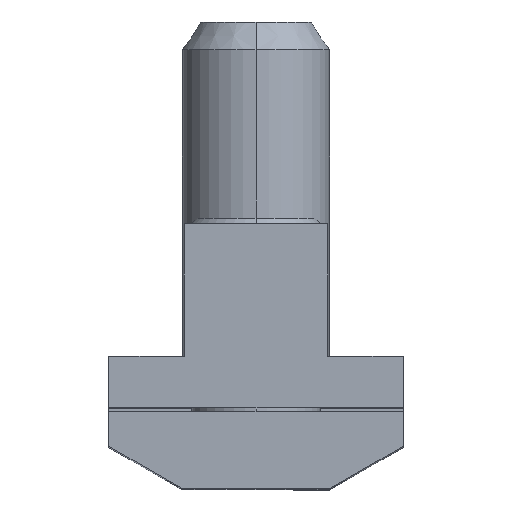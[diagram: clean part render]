
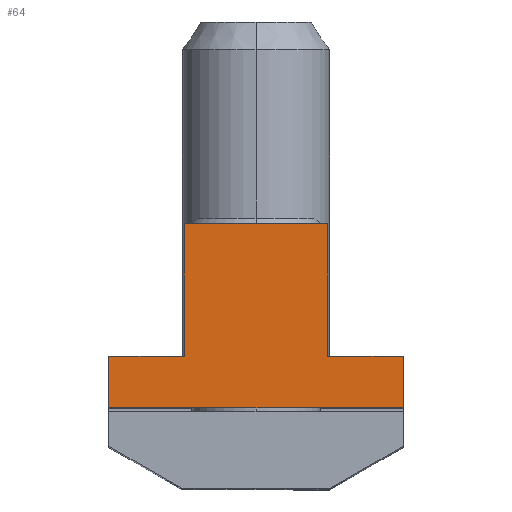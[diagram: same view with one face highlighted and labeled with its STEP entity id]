
A CAD part, top view. The second image highlights one B-rep face of the part: STEP entity #64.
In plain terms, the highlighted planar face has unit normal (0, 0, 1).
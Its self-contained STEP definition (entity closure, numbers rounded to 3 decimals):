
#21 = DIRECTION ( 'NONE',  ( 1., 0., 0. ) ) ;
#24 = ORIENTED_EDGE ( 'NONE', *, *, #252, .T. ) ;
#64 = ADVANCED_FACE ( 'NONE', ( #1461 ), #1855, .T. ) ;
#65 = VECTOR ( 'NONE', #605, 1000. ) ;
#87 = DIRECTION ( 'NONE',  ( 0., -1., 0. ) ) ;
#94 = DIRECTION ( 'NONE',  ( 0., 1., 0. ) ) ;
#112 = EDGE_CURVE ( 'NONE', #2141, #1688, #529, .T. ) ;
#128 = VECTOR ( 'NONE', #1090, 1000. ) ;
#202 = DIRECTION ( 'NONE',  ( 0., 0., 1. ) ) ;
#205 = VECTOR ( 'NONE', #87, 1000. ) ;
#215 = ORIENTED_EDGE ( 'NONE', *, *, #112, .T. ) ;
#252 = EDGE_CURVE ( 'NONE', #310, #365, #2095, .T. ) ;
#310 = VERTEX_POINT ( 'NONE', #670 ) ;
#315 = CARTESIAN_POINT ( 'NONE',  ( 0., 1.2, 19.7 ) ) ;
#365 = VERTEX_POINT ( 'NONE', #862 ) ;
#377 = EDGE_CURVE ( 'NONE', #365, #1425, #2235, .T. ) ;
#383 = CARTESIAN_POINT ( 'NONE',  ( 8., 1., 19.7 ) ) ;
#384 = EDGE_CURVE ( 'NONE', #704, #2141, #2210, .T. ) ;
#394 = CARTESIAN_POINT ( 'NONE',  ( 0., 2.265, 19.7 ) ) ;
#415 = CARTESIAN_POINT ( 'NONE',  ( -3.9, 8.4, 19.7 ) ) ;
#490 = EDGE_LOOP ( 'NONE', ( #1492, #1423, #562, #215, #651, #587, #24, #2307 ) ) ;
#529 = LINE ( 'NONE', #1882, #1265 ) ;
#562 = ORIENTED_EDGE ( 'NONE', *, *, #384, .T. ) ;
#587 = ORIENTED_EDGE ( 'NONE', *, *, #1653, .F. ) ;
#595 = DIRECTION ( 'NONE',  ( 0., -1., 0. ) ) ;
#605 = DIRECTION ( 'NONE',  ( -1., 0., 0. ) ) ;
#612 = VECTOR ( 'NONE', #94, 1000. ) ;
#651 = ORIENTED_EDGE ( 'NONE', *, *, #854, .T. ) ;
#670 = CARTESIAN_POINT ( 'NONE',  ( 8., 1.2, 19.7 ) ) ;
#704 = VERTEX_POINT ( 'NONE', #2261 ) ;
#775 = CARTESIAN_POINT ( 'NONE',  ( 3.9, 8.4, 19.7 ) ) ;
#810 = CARTESIAN_POINT ( 'NONE',  ( -8., -1.6, 19.7 ) ) ;
#848 = LINE ( 'NONE', #1862, #1540 ) ;
#854 = EDGE_CURVE ( 'NONE', #1688, #1906, #1310, .T. ) ;
#862 = CARTESIAN_POINT ( 'NONE',  ( 3.9, 1.2, 19.7 ) ) ;
#990 = VERTEX_POINT ( 'NONE', #415 ) ;
#1057 = CARTESIAN_POINT ( 'NONE',  ( 3.9, 2.265, 19.7 ) ) ;
#1090 = DIRECTION ( 'NONE',  ( -1., 0., 0. ) ) ;
#1265 = VECTOR ( 'NONE', #595, 1000. ) ;
#1294 = DIRECTION ( 'NONE',  ( 0., -1., 0. ) ) ;
#1304 = EDGE_CURVE ( 'NONE', #990, #704, #848, .T. ) ;
#1310 = LINE ( 'NONE', #1618, #1675 ) ;
#1351 = CARTESIAN_POINT ( 'NONE',  ( 0., 1.2, 19.7 ) ) ;
#1363 = CARTESIAN_POINT ( 'NONE',  ( -8., 1.2, 19.7 ) ) ;
#1405 = CARTESIAN_POINT ( 'NONE',  ( 8., -1.6, 19.7 ) ) ;
#1423 = ORIENTED_EDGE ( 'NONE', *, *, #1304, .T. ) ;
#1425 = VERTEX_POINT ( 'NONE', #775 ) ;
#1461 = FACE_OUTER_BOUND ( 'NONE', #490, .T. ) ;
#1492 = ORIENTED_EDGE ( 'NONE', *, *, #1643, .T. ) ;
#1540 = VECTOR ( 'NONE', #1294, 1000. ) ;
#1599 = VECTOR ( 'NONE', #1986, 1000. ) ;
#1618 = CARTESIAN_POINT ( 'NONE',  ( 8., -1.6, 19.7 ) ) ;
#1643 = EDGE_CURVE ( 'NONE', #1425, #990, #2088, .T. ) ;
#1653 = EDGE_CURVE ( 'NONE', #310, #1906, #2394, .T. ) ;
#1675 = VECTOR ( 'NONE', #2367, 1000. ) ;
#1688 = VERTEX_POINT ( 'NONE', #810 ) ;
#1778 = CARTESIAN_POINT ( 'NONE',  ( 0., 8.4, 19.7 ) ) ;
#1855 = PLANE ( 'NONE',  #1934 ) ;
#1862 = CARTESIAN_POINT ( 'NONE',  ( -3.9, 2.265, 19.7 ) ) ;
#1882 = CARTESIAN_POINT ( 'NONE',  ( -8., 2.265, 19.7 ) ) ;
#1906 = VERTEX_POINT ( 'NONE', #1405 ) ;
#1934 = AXIS2_PLACEMENT_3D ( 'NONE', #394, #202, #21 ) ;
#1986 = DIRECTION ( 'NONE',  ( -1., 0., 0. ) ) ;
#2088 = LINE ( 'NONE', #1778, #1599 ) ;
#2095 = LINE ( 'NONE', #1351, #65 ) ;
#2141 = VERTEX_POINT ( 'NONE', #1363 ) ;
#2210 = LINE ( 'NONE', #315, #128 ) ;
#2235 = LINE ( 'NONE', #1057, #612 ) ;
#2261 = CARTESIAN_POINT ( 'NONE',  ( -3.9, 1.2, 19.7 ) ) ;
#2307 = ORIENTED_EDGE ( 'NONE', *, *, #377, .T. ) ;
#2367 = DIRECTION ( 'NONE',  ( 1., 0., 0. ) ) ;
#2394 = LINE ( 'NONE', #383, #205 ) ;
